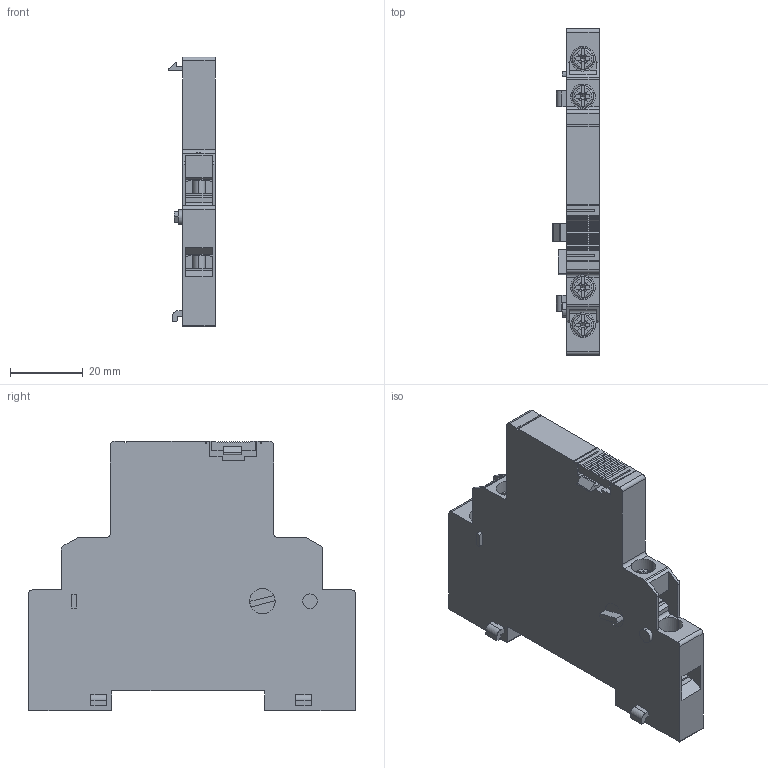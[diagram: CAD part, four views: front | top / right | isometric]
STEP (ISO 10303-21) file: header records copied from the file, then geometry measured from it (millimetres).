
FILE_DESCRIPTION(('FreeCAD Model'),'2;1');
FILE_NAME('3D-KT5-PA1-11.step', '2020-05-04T07:48:57',('Author'),(''), 'Open CASCADE STEP processor 7.2','FreeCAD','Unknown');
FILE_SCHEMA(('AUTOMOTIVE_DESIGN { 1 0 10303 214 1 1 1 1 }'));
Length unit declared in the file: millimetre
Products named in the file (8): 10004706771_ASM; 10004706769; 10004706770; SOLID003; SHELL003; 10004706770001; 10004706770002; 10004706770003
Assembly tree (13 placements, depth 3):
  10004706771_ASM
    10004706769
    10004706770
      SOLID003
      SHELL003
    10004706770001
      SOLID003
      SHELL003
    10004706770002
      SOLID003
      SHELL003
    10004706770003
      SOLID003
      SHELL003
Bounding box: 12.8 x 90 x 74.3 mm (x, y, z)
Volume: 41464.7 mm3; surface area: 17692.2 mm2
Topology: 5 solids, 9 shells, 533 faces, 1470 edges, 974 vertices
Faces by surface type: plane 344, cylinder 117, cone 56, torus 16
Entity records: 23263 total; most frequent: CARTESIAN_POINT 5695, DIRECTION 3247, LINE 2162, VECTOR 2162, ORIENTED_EDGE 1738, PCURVE 1738, DEFINITIONAL_REPRESENTATION 1738, EDGE_CURVE 870
